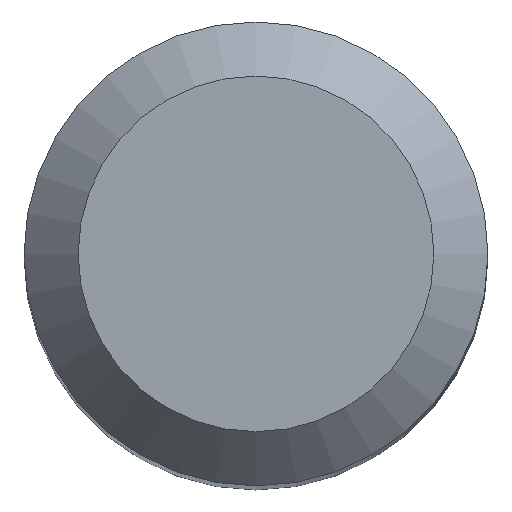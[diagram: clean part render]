
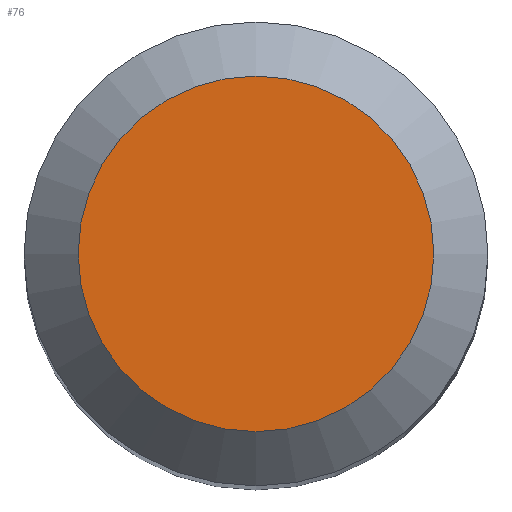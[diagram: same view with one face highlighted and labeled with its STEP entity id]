
A CAD part, top view. The second image highlights one B-rep face of the part: STEP entity #76.
In plain terms, the highlighted planar face has unit normal (0, 0, 1).
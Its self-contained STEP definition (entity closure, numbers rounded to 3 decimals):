
#16 = PLANE ( 'NONE',  #52 ) ;
#26 = FACE_OUTER_BOUND ( 'NONE', #210, .T. ) ;
#47 = CARTESIAN_POINT ( 'NONE',  ( 0., 0., 66. ) ) ;
#52 = AXIS2_PLACEMENT_3D ( 'NONE', #95, #181, #78 ) ;
#76 = ADVANCED_FACE ( 'NONE', ( #26 ), #16, .F. ) ;
#78 = DIRECTION ( 'NONE',  ( 0., 1., 0. ) ) ;
#88 = ORIENTED_EDGE ( 'NONE', *, *, #91, .F. ) ;
#91 = EDGE_CURVE ( 'NONE', #174, #174, #156, .T. ) ;
#95 = CARTESIAN_POINT ( 'NONE',  ( 0., 0., 66. ) ) ;
#113 = DIRECTION ( 'NONE',  ( 0., 0., -1. ) ) ;
#115 = DIRECTION ( 'NONE',  ( 0., 1., 0. ) ) ;
#123 = CARTESIAN_POINT ( 'NONE',  ( 0., 2.3, 66. ) ) ;
#156 = CIRCLE ( 'NONE', #179, 2.3 ) ;
#174 = VERTEX_POINT ( 'NONE', #123 ) ;
#179 = AXIS2_PLACEMENT_3D ( 'NONE', #47, #113, #115 ) ;
#181 = DIRECTION ( 'NONE',  ( 0., 0., -1. ) ) ;
#210 = EDGE_LOOP ( 'NONE', ( #88 ) ) ;
